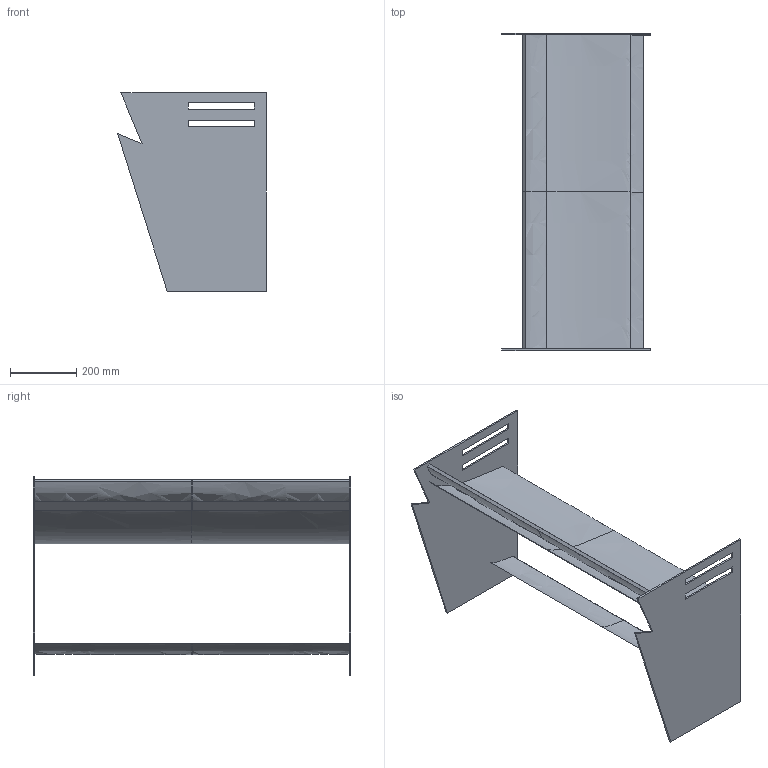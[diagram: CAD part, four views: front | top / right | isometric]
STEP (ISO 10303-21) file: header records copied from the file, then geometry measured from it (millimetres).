
FILE_DESCRIPTION(('CATIA V5 STEP Exchange'),'2;1');
FILE_NAME('Rear Wing.stp','2019-12-24T06:14:46+00:00',('none'),('none'),'CATIA Version 5 Release 17 (IN-10)','CATIA V5 STEP AP203','none');
FILE_SCHEMA(('CONFIG_CONTROL_DESIGN'));
Length unit declared in the file: millimetre
Products named in the file (5): Rear Wing; R_Main_As; R_Sub_As; Symmetry of R_Sub_As; Symmetry of R_Main_As
Assembly tree (16 placements, depth 3):
  Rear Wing
    #56
    R_Main_As
      #565
      #2598
    R_Sub_As
      #2794
      #4827
    #5017
    #7050
    Symmetry of R_Sub_As
      #7559
      #9592
    #9782
    Symmetry of R_Main_As
      #11821
      #13854
Bounding box: 450.26 x 960 x 600 mm (x, y, z)
Volume: 11023426.4 mm3; surface area: 2043223.2 mm2
Topology: 12 solids, 12 shells, 86 faces, 174 edges, 112 vertices
Faces by surface type: plane 74, bspline 12
Entity records: 14003 total; most frequent: CARTESIAN_POINT 11974, ORIENTED_EDGE 348, DIRECTION 336, EDGE_CURVE 174, VECTOR 132, LINE 132, VERTEX_POINT 112, AXIS2_PLACEMENT_3D 102
